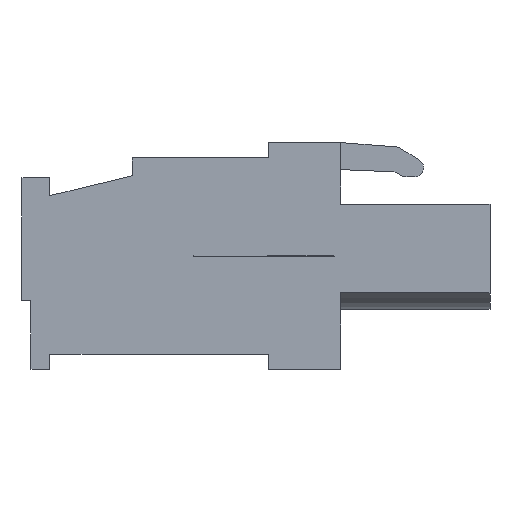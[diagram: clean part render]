
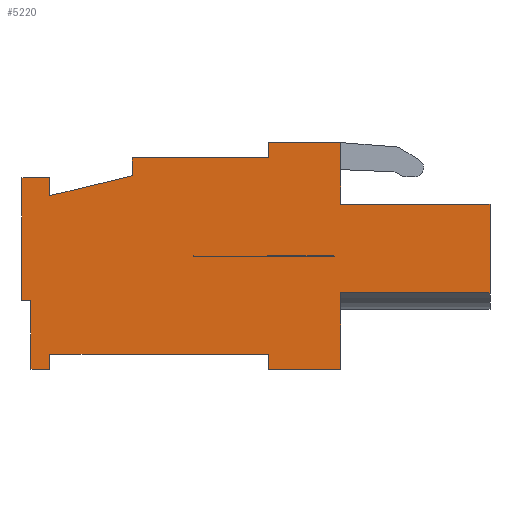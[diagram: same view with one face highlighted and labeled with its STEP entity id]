
A CAD part, left-side view. The second image highlights one B-rep face of the part: STEP entity #5220.
In plain terms, the highlighted planar face has unit normal (-1, 0, 0).
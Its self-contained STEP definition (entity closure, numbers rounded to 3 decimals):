
#1058=DIRECTION('',(0.,0.,-1.));
#1059=VECTOR('',#1058,3.42);
#1060=CARTESIAN_POINT('',(-15.,0.,6.3));
#1061=LINE('',#1060,#1059);
#1062=DIRECTION('',(0.,-1.,0.));
#1063=VECTOR('',#1062,8.3);
#1064=CARTESIAN_POINT('',(-15.,0.,2.88));
#1065=LINE('',#1064,#1063);
#1066=DIRECTION('',(0.,0.,1.));
#1067=VECTOR('',#1066,4.92);
#1068=CARTESIAN_POINT('',(-15.,-8.3,-2.04));
#1069=LINE('',#1068,#1067);
#1070=DIRECTION('',(0.,-1.,0.));
#1071=VECTOR('',#1070,8.3);
#1072=CARTESIAN_POINT('',(-15.,0.,-2.04));
#1073=LINE('',#1072,#1071);
#1074=DIRECTION('',(0.,0.,-1.));
#1075=VECTOR('',#1074,4.26);
#1076=CARTESIAN_POINT('',(-15.,0.,-2.04));
#1077=LINE('',#1076,#1075);
#1078=DIRECTION('',(0.,1.,0.));
#1079=VECTOR('',#1078,4.);
#1080=CARTESIAN_POINT('',(-15.,0.,-6.3));
#1081=LINE('',#1080,#1079);
#1082=DIRECTION('',(0.,0.,-1.));
#1083=VECTOR('',#1082,0.85);
#1084=CARTESIAN_POINT('',(-15.,4.,-5.45));
#1085=LINE('',#1084,#1083);
#1086=DIRECTION('',(0.,-1.,0.));
#1087=VECTOR('',#1086,12.15);
#1088=CARTESIAN_POINT('',(-15.,16.15,-5.45));
#1089=LINE('',#1088,#1087);
#1090=DIRECTION('',(0.,0.,1.));
#1091=VECTOR('',#1090,0.85);
#1092=CARTESIAN_POINT('',(-15.,16.15,-6.3));
#1093=LINE('',#1092,#1091);
#1094=DIRECTION('',(0.,1.,0.));
#1095=VECTOR('',#1094,1.05);
#1096=CARTESIAN_POINT('',(-15.,16.15,-6.3));
#1097=LINE('',#1096,#1095);
#1098=DIRECTION('',(0.,0.,-1.));
#1099=VECTOR('',#1098,3.82);
#1100=CARTESIAN_POINT('',(-15.,17.2,-2.48));
#1101=LINE('',#1100,#1099);
#1102=DIRECTION('',(0.,-1.,0.));
#1103=VECTOR('',#1102,0.5);
#1104=CARTESIAN_POINT('',(-15.,17.7,-2.48));
#1105=LINE('',#1104,#1103);
#1106=DIRECTION('',(0.,0.,1.));
#1107=VECTOR('',#1106,6.83);
#1108=CARTESIAN_POINT('',(-15.,17.7,-2.48));
#1109=LINE('',#1108,#1107);
#1110=DIRECTION('',(0.,1.,0.));
#1111=VECTOR('',#1110,1.55);
#1112=CARTESIAN_POINT('',(-15.,16.15,4.35));
#1113=LINE('',#1112,#1111);
#1114=DIRECTION('',(0.,0.,1.));
#1115=VECTOR('',#1114,1.);
#1116=CARTESIAN_POINT('',(-15.,16.15,3.35));
#1117=LINE('',#1116,#1115);
#1118=DIRECTION('',(0.,0.972,-0.236));
#1119=VECTOR('',#1118,4.713);
#1120=CARTESIAN_POINT('',(-15.,11.57,4.462));
#1121=LINE('',#1120,#1119);
#1122=DIRECTION('',(0.,0.,-1.));
#1123=VECTOR('',#1122,0.988);
#1124=CARTESIAN_POINT('',(-15.,11.57,5.45));
#1125=LINE('',#1124,#1123);
#1126=DIRECTION('',(0.,1.,0.));
#1127=VECTOR('',#1126,7.57);
#1128=CARTESIAN_POINT('',(-15.,4.,5.45));
#1129=LINE('',#1128,#1127);
#1130=DIRECTION('',(0.,0.,-1.));
#1131=VECTOR('',#1130,0.85);
#1132=CARTESIAN_POINT('',(-15.,4.,6.3));
#1133=LINE('',#1132,#1131);
#1134=DIRECTION('',(0.,-1.,0.));
#1135=VECTOR('',#1134,4.);
#1136=CARTESIAN_POINT('',(-15.,4.,6.3));
#1137=LINE('',#1136,#1135);
#3824=CARTESIAN_POINT('',(-15.,0.,6.3));
#3825=CARTESIAN_POINT('',(-15.,0.,2.88));
#3826=VERTEX_POINT('',#3824);
#3827=VERTEX_POINT('',#3825);
#3828=CARTESIAN_POINT('',(-15.,0.,-2.04));
#3829=CARTESIAN_POINT('',(-15.,0.,-6.3));
#3830=VERTEX_POINT('',#3828);
#3831=VERTEX_POINT('',#3829);
#3832=CARTESIAN_POINT('',(-15.,4.,-6.3));
#3833=VERTEX_POINT('',#3832);
#3834=CARTESIAN_POINT('',(-15.,16.15,-6.3));
#3835=CARTESIAN_POINT('',(-15.,17.2,-6.3));
#3836=VERTEX_POINT('',#3834);
#3837=VERTEX_POINT('',#3835);
#3838=CARTESIAN_POINT('',(-15.,17.7,-2.48));
#3839=CARTESIAN_POINT('',(-15.,17.7,4.35));
#3840=VERTEX_POINT('',#3838);
#3841=VERTEX_POINT('',#3839);
#3842=CARTESIAN_POINT('',(-15.,4.,6.3));
#3843=VERTEX_POINT('',#3842);
#3844=CARTESIAN_POINT('',(-15.,17.2,-2.48));
#3845=VERTEX_POINT('',#3844);
#3846=CARTESIAN_POINT('',(-15.,16.15,-5.45));
#3847=VERTEX_POINT('',#3846);
#3848=CARTESIAN_POINT('',(-15.,4.,-5.45));
#3849=VERTEX_POINT('',#3848);
#3850=CARTESIAN_POINT('',(-15.,4.,5.45));
#3851=VERTEX_POINT('',#3850);
#3852=CARTESIAN_POINT('',(-15.,11.57,5.45));
#3853=VERTEX_POINT('',#3852);
#3854=CARTESIAN_POINT('',(-15.,11.57,4.462));
#3855=CARTESIAN_POINT('',(-15.,16.15,3.35));
#3856=VERTEX_POINT('',#3854);
#3857=VERTEX_POINT('',#3855);
#3858=CARTESIAN_POINT('',(-15.,16.15,4.35));
#3859=VERTEX_POINT('',#3858);
#3860=CARTESIAN_POINT('',(-15.,-8.3,-2.04));
#3861=CARTESIAN_POINT('',(-15.,-8.3,2.88));
#3862=VERTEX_POINT('',#3860);
#3863=VERTEX_POINT('',#3861);
#5185=CARTESIAN_POINT('',(-15.,20.099,-13.05));
#5186=DIRECTION('',(-1.,0.,0.));
#5187=DIRECTION('',(0.,-1.,0.));
#5188=AXIS2_PLACEMENT_3D('',#5185,#5186,#5187);
#5189=PLANE('',#5188);
#5190=ORIENTED_EDGE('',*,*,#4896,.T.);
#5192=ORIENTED_EDGE('',*,*,#5191,.T.);
#5193=ORIENTED_EDGE('',*,*,#5036,.F.);
#5194=ORIENTED_EDGE('',*,*,#5177,.F.);
#5195=ORIENTED_EDGE('',*,*,#4975,.T.);
#5197=ORIENTED_EDGE('',*,*,#5196,.T.);
#5199=ORIENTED_EDGE('',*,*,#5198,.F.);
#5201=ORIENTED_EDGE('',*,*,#5200,.F.);
#5203=ORIENTED_EDGE('',*,*,#5202,.F.);
#5205=ORIENTED_EDGE('',*,*,#5204,.T.);
#5207=ORIENTED_EDGE('',*,*,#5206,.F.);
#5209=ORIENTED_EDGE('',*,*,#5208,.F.);
#5210=ORIENTED_EDGE('',*,*,#3953,.T.);
#5211=ORIENTED_EDGE('',*,*,#4657,.F.);
#5212=ORIENTED_EDGE('',*,*,#4672,.F.);
#5213=ORIENTED_EDGE('',*,*,#4687,.F.);
#5214=ORIENTED_EDGE('',*,*,#4702,.F.);
#5215=ORIENTED_EDGE('',*,*,#4717,.F.);
#5216=ORIENTED_EDGE('',*,*,#4762,.F.);
#5217=ORIENTED_EDGE('',*,*,#4793,.T.);
#5218=EDGE_LOOP('',(#5190,#5192,#5193,#5194,#5195,#5197,#5199,#5201,#5203,#5205,
#5207,#5209,#5210,#5211,#5212,#5213,#5214,#5215,#5216,#5217));
#5219=FACE_OUTER_BOUND('',#5218,.F.);
#5220=ADVANCED_FACE('',(#5219),#5189,.T.);
#3953=EDGE_CURVE('',#3840,#3841,#1109,.T.);
#4657=EDGE_CURVE('',#3859,#3841,#1113,.T.);
#4672=EDGE_CURVE('',#3857,#3859,#1117,.T.);
#4687=EDGE_CURVE('',#3856,#3857,#1121,.T.);
#4702=EDGE_CURVE('',#3853,#3856,#1125,.T.);
#4717=EDGE_CURVE('',#3851,#3853,#1129,.T.);
#4762=EDGE_CURVE('',#3843,#3851,#1133,.T.);
#4793=EDGE_CURVE('',#3843,#3826,#1137,.T.);
#4896=EDGE_CURVE('',#3826,#3827,#1061,.T.);
#4975=EDGE_CURVE('',#3830,#3831,#1077,.T.);
#5036=EDGE_CURVE('',#3862,#3863,#1069,.T.);
#5177=EDGE_CURVE('',#3830,#3862,#1073,.T.);
#5191=EDGE_CURVE('',#3827,#3863,#1065,.T.);
#5196=EDGE_CURVE('',#3831,#3833,#1081,.T.);
#5198=EDGE_CURVE('',#3849,#3833,#1085,.T.);
#5200=EDGE_CURVE('',#3847,#3849,#1089,.T.);
#5202=EDGE_CURVE('',#3836,#3847,#1093,.T.);
#5204=EDGE_CURVE('',#3836,#3837,#1097,.T.);
#5206=EDGE_CURVE('',#3845,#3837,#1101,.T.);
#5208=EDGE_CURVE('',#3840,#3845,#1105,.T.);
